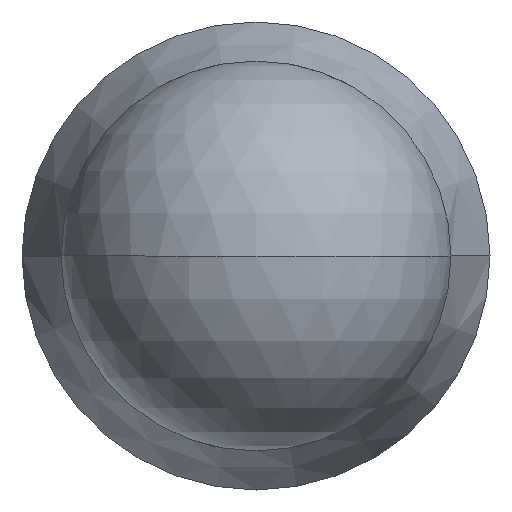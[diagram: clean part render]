
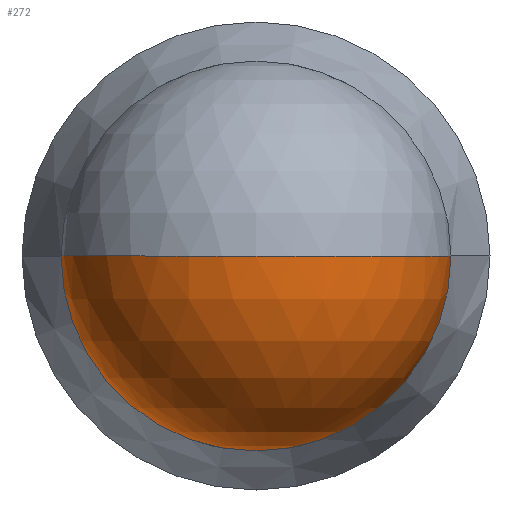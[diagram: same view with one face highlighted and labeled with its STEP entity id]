
A CAD part, front view. The second image highlights one B-rep face of the part: STEP entity #272.
In plain terms, the highlighted spherical face has radius 1.984 mm.
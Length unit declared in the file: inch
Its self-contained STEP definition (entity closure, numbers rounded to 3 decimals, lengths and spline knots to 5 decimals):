
#23 = DIRECTION ( 'NONE',  ( 1., 0., 0. ) ) ;
#30 = DIRECTION ( 'NONE',  ( 1., 0., 0. ) ) ;
#41 = AXIS2_PLACEMENT_3D ( 'NONE', #202, #71, #331 ) ;
#47 = CARTESIAN_POINT ( 'NONE',  ( 0.0781, 0.0781, 0. ) ) ;
#54 = AXIS2_PLACEMENT_3D ( 'NONE', #180, #350, #23 ) ;
#60 = EDGE_LOOP ( 'NONE', ( #362, #158, #254, #290 ) ) ;
#71 = DIRECTION ( 'NONE',  ( 0., -1., 0. ) ) ;
#82 = EDGE_CURVE ( 'NONE', #252, #324, #142, .T. ) ;
#101 = CARTESIAN_POINT ( 'NONE',  ( 0., 0.0781, 0. ) ) ;
#104 = AXIS2_PLACEMENT_3D ( 'NONE', #396, #162, #306 ) ;
#113 = CIRCLE ( 'NONE', #41, 0.0781 ) ;
#128 = VERTEX_POINT ( 'NONE', #47 ) ;
#142 = CIRCLE ( 'NONE', #154, 0.0781 ) ;
#150 = CIRCLE ( 'NONE', #54, 0.0781 ) ;
#154 = AXIS2_PLACEMENT_3D ( 'NONE', #101, #398, #304 ) ;
#158 = ORIENTED_EDGE ( 'NONE', *, *, #82, .T. ) ;
#162 = DIRECTION ( 'NONE',  ( 0., 0., -1. ) ) ;
#180 = CARTESIAN_POINT ( 'NONE',  ( 0., 0.0781, 0. ) ) ;
#188 = CARTESIAN_POINT ( 'NONE',  ( 0., 0.0781, 0. ) ) ;
#202 = CARTESIAN_POINT ( 'NONE',  ( 0., 0.0781, 0. ) ) ;
#214 = EDGE_CURVE ( 'NONE', #252, #322, #150, .T. ) ;
#219 = AXIS2_PLACEMENT_3D ( 'NONE', #188, #289, #30 ) ;
#248 = FACE_OUTER_BOUND ( 'NONE', #60, .T. ) ;
#252 = VERTEX_POINT ( 'NONE', #419 ) ;
#254 = ORIENTED_EDGE ( 'NONE', *, *, #370, .T. ) ;
#272 = ADVANCED_FACE ( 'NONE', ( #248 ), #320, .T. ) ;
#289 = DIRECTION ( 'NONE',  ( 0., 0., 1. ) ) ;
#290 = ORIENTED_EDGE ( 'NONE', *, *, #309, .T. ) ;
#299 = CARTESIAN_POINT ( 'NONE',  ( 0., 0., 0. ) ) ;
#304 = DIRECTION ( 'NONE',  ( 0., 0., -1. ) ) ;
#306 = DIRECTION ( 'NONE',  ( -1., 0., 0. ) ) ;
#309 = EDGE_CURVE ( 'NONE', #128, #322, #327, .T. ) ;
#320 = SPHERICAL_SURFACE ( 'NONE', #219, 0.0781 ) ;
#322 = VERTEX_POINT ( 'NONE', #299 ) ;
#324 = VERTEX_POINT ( 'NONE', #365 ) ;
#327 = CIRCLE ( 'NONE', #104, 0.0781 ) ;
#331 = DIRECTION ( 'NONE',  ( 0., 0., -1. ) ) ;
#350 = DIRECTION ( 'NONE',  ( 0., 0., 1. ) ) ;
#362 = ORIENTED_EDGE ( 'NONE', *, *, #214, .F. ) ;
#365 = CARTESIAN_POINT ( 'NONE',  ( 0., 0.0781, -0.0781 ) ) ;
#370 = EDGE_CURVE ( 'NONE', #324, #128, #113, .T. ) ;
#396 = CARTESIAN_POINT ( 'NONE',  ( 0., 0.0781, 0. ) ) ;
#398 = DIRECTION ( 'NONE',  ( 0., -1., 0. ) ) ;
#419 = CARTESIAN_POINT ( 'NONE',  ( -0.0781, 0.0781, 0. ) ) ;
